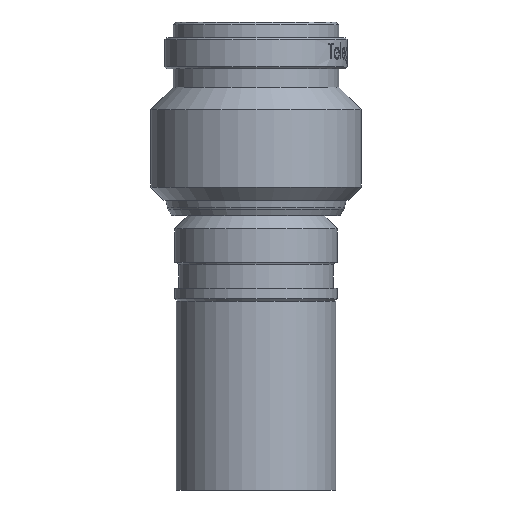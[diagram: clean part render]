
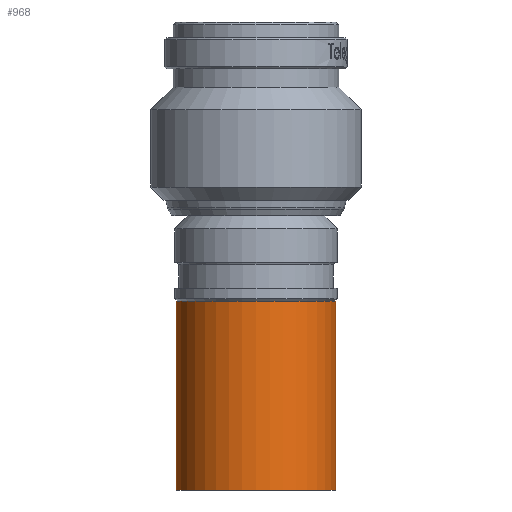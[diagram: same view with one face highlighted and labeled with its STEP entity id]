
A CAD part, front view. The second image highlights one B-rep face of the part: STEP entity #968.
In plain terms, the highlighted cylindrical face has radius 6.125 mm (diameter 12.25 mm), a partial arc.
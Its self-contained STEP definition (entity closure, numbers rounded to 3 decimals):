
#639 = AXIS2_PLACEMENT_3D ( 'NONE', #18111, #9086, #1644 ) ;
#968 = ADVANCED_FACE ( 'NONE', ( #11543 ), #10582, .T. ) ;
#1270 = EDGE_CURVE ( 'NONE', #4181, #8396, #5696, .T. ) ;
#1644 = DIRECTION ( 'NONE',  ( 1., 0., 0. ) ) ;
#2813 = EDGE_CURVE ( 'NONE', #6467, #5264, #14929, .T. ) ;
#4181 = VERTEX_POINT ( 'NONE', #18742 ) ;
#4455 = CARTESIAN_POINT ( 'NONE',  ( 6.125, 0., -20.8 ) ) ;
#4688 = VECTOR ( 'NONE', #12727, 1000. ) ;
#5264 = VERTEX_POINT ( 'NONE', #18275 ) ;
#5696 = LINE ( 'NONE', #17048, #4688 ) ;
#6467 = VERTEX_POINT ( 'NONE', #14454 ) ;
#7246 = CIRCLE ( 'NONE', #14639, 6.125 ) ;
#7870 = DIRECTION ( 'NONE',  ( 1., 0., 0. ) ) ;
#8396 = VERTEX_POINT ( 'NONE', #4455 ) ;
#9086 = DIRECTION ( 'NONE',  ( 0., 0., 1. ) ) ;
#10222 = ORIENTED_EDGE ( 'NONE', *, *, #1270, .T. ) ;
#10582 = CYLINDRICAL_SURFACE ( 'NONE', #639, 6.125 ) ;
#10967 = VECTOR ( 'NONE', #11104, 1000. ) ;
#11104 = DIRECTION ( 'NONE',  ( 0., 0., 1. ) ) ;
#11117 = DIRECTION ( 'NONE',  ( 0., 0., 1. ) ) ;
#11169 = CARTESIAN_POINT ( 'NONE',  ( -6.125, 0., -20.382 ) ) ;
#11543 = FACE_OUTER_BOUND ( 'NONE', #15576, .T. ) ;
#11971 = CIRCLE ( 'NONE', #14351, 6.125 ) ;
#11989 = ORIENTED_EDGE ( 'NONE', *, *, #15548, .F. ) ;
#12727 = DIRECTION ( 'NONE',  ( 0., 0., 1. ) ) ;
#14351 = AXIS2_PLACEMENT_3D ( 'NONE', #18788, #14548, #15785 ) ;
#14454 = CARTESIAN_POINT ( 'NONE',  ( -6.125, 0., -35.3 ) ) ;
#14548 = DIRECTION ( 'NONE',  ( 0., 0., 1. ) ) ;
#14639 = AXIS2_PLACEMENT_3D ( 'NONE', #15563, #11117, #7870 ) ;
#14662 = ORIENTED_EDGE ( 'NONE', *, *, #2813, .F. ) ;
#14929 = LINE ( 'NONE', #11169, #10967 ) ;
#15548 = EDGE_CURVE ( 'NONE', #5264, #8396, #11971, .T. ) ;
#15563 = CARTESIAN_POINT ( 'NONE',  ( 0., 0., -35.3 ) ) ;
#15576 = EDGE_LOOP ( 'NONE', ( #14662, #16769, #10222, #11989 ) ) ;
#15785 = DIRECTION ( 'NONE',  ( 1., 0., 0. ) ) ;
#16769 = ORIENTED_EDGE ( 'NONE', *, *, #17623, .T. ) ;
#17048 = CARTESIAN_POINT ( 'NONE',  ( 6.125, 0., -20.382 ) ) ;
#17623 = EDGE_CURVE ( 'NONE', #6467, #4181, #7246, .T. ) ;
#18111 = CARTESIAN_POINT ( 'NONE',  ( 0., 0., -20.382 ) ) ;
#18275 = CARTESIAN_POINT ( 'NONE',  ( -6.125, 0., -20.8 ) ) ;
#18742 = CARTESIAN_POINT ( 'NONE',  ( 6.125, 0., -35.3 ) ) ;
#18788 = CARTESIAN_POINT ( 'NONE',  ( 0., 0., -20.8 ) ) ;
